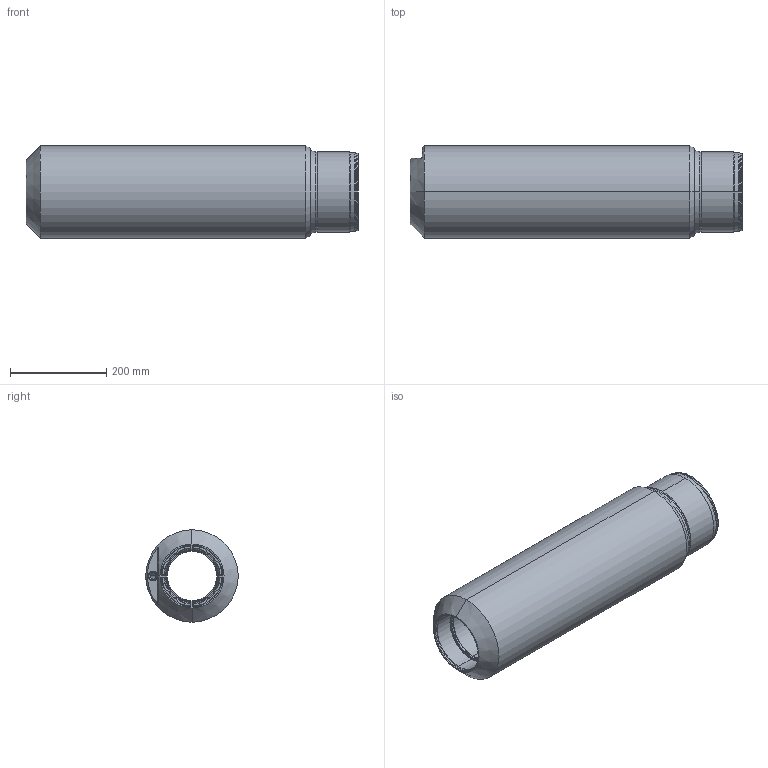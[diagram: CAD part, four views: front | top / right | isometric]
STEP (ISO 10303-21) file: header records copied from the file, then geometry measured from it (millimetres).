
FILE_DESCRIPTION (( 'STEP AP214' ), '1' );
FILE_NAME ('78Q11127.STEP', '2024-10-30T13:49:48', ( '' ), ( '' ), 'SwSTEP 2.0', 'SolidWorks 2022', '' );
FILE_SCHEMA (( 'AUTOMOTIVE_DESIGN' ));
Length unit declared in the file: inch
Products named in the file (1): 78Q11127
Bounding box: 690.63 x 192.15 x 192.15 mm (x, y, z)
Volume: 12322472.3 mm3; surface area: 709198.7 mm2
Topology: 1 solids, 1 shells, 151 faces, 316 edges, 182 vertices
Faces by surface type: cone 66, cylinder 61, plane 22, torus 2
Entity records: 4475 total; most frequent: CARTESIAN_POINT 933, DIRECTION 770, ORIENTED_EDGE 632, AXIS2_PLACEMENT_3D 319, EDGE_CURVE 316, VERTEX_POINT 182, EDGE_LOOP 174, CIRCLE 167
